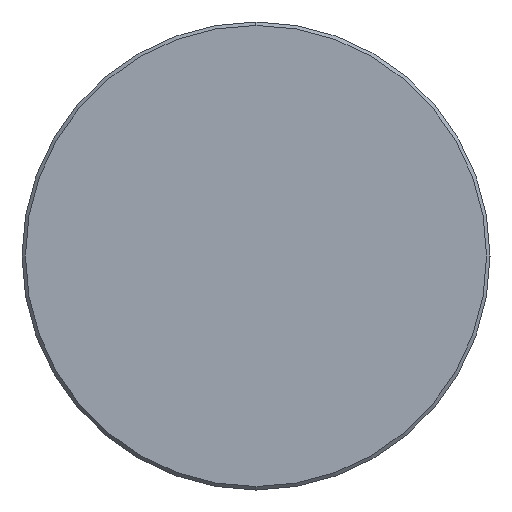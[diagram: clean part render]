
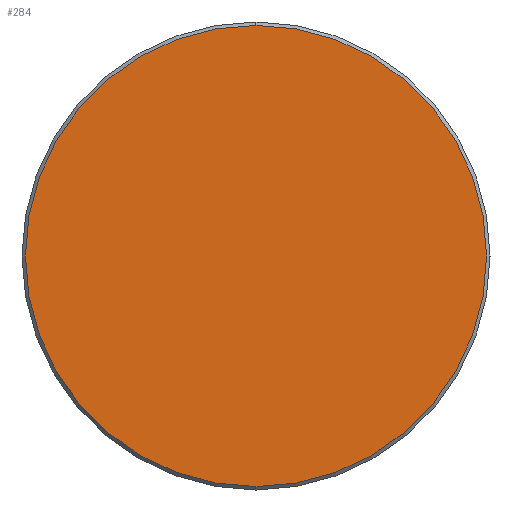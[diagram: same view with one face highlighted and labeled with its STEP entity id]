
A CAD part, left-side view. The second image highlights one B-rep face of the part: STEP entity #284.
In plain terms, the highlighted planar face has unit normal (-1, 0, 0).
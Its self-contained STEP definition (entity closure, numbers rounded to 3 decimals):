
#2 = FACE_OUTER_BOUND ( 'NONE', #102, .T. ) ;
#15 = PLANE ( 'NONE',  #229 ) ;
#74 = CIRCLE ( 'NONE', #131, 20.2 ) ;
#102 = EDGE_LOOP ( 'NONE', ( #544, #456 ) ) ;
#130 = CARTESIAN_POINT ( 'NONE',  ( 0., 0., -20.2 ) ) ;
#131 = AXIS2_PLACEMENT_3D ( 'NONE', #246, #239, #557 ) ;
#135 = EDGE_CURVE ( 'NONE', #497, #238, #74, .T. ) ;
#199 = CARTESIAN_POINT ( 'NONE',  ( 0., 0., 20.2 ) ) ;
#229 = AXIS2_PLACEMENT_3D ( 'NONE', #466, #333, #380 ) ;
#238 = VERTEX_POINT ( 'NONE', #199 ) ;
#239 = DIRECTION ( 'NONE',  ( -1., 0., 0. ) ) ;
#246 = CARTESIAN_POINT ( 'NONE',  ( 0., 0., 0. ) ) ;
#284 = ADVANCED_FACE ( 'NONE', ( #2 ), #15, .F. ) ;
#307 = DIRECTION ( 'NONE',  ( -1., 0., 0. ) ) ;
#333 = DIRECTION ( 'NONE',  ( 1., 0., 0. ) ) ;
#380 = DIRECTION ( 'NONE',  ( 0., 0., -1. ) ) ;
#403 = EDGE_CURVE ( 'NONE', #238, #497, #566, .T. ) ;
#456 = ORIENTED_EDGE ( 'NONE', *, *, #403, .T. ) ;
#466 = CARTESIAN_POINT ( 'NONE',  ( 0., 0., 0. ) ) ;
#497 = VERTEX_POINT ( 'NONE', #130 ) ;
#523 = AXIS2_PLACEMENT_3D ( 'NONE', #579, #307, #528 ) ;
#528 = DIRECTION ( 'NONE',  ( 0., 0., 1. ) ) ;
#544 = ORIENTED_EDGE ( 'NONE', *, *, #135, .T. ) ;
#557 = DIRECTION ( 'NONE',  ( 0., 0., 1. ) ) ;
#566 = CIRCLE ( 'NONE', #523, 20.2 ) ;
#579 = CARTESIAN_POINT ( 'NONE',  ( 0., 0., 0. ) ) ;
